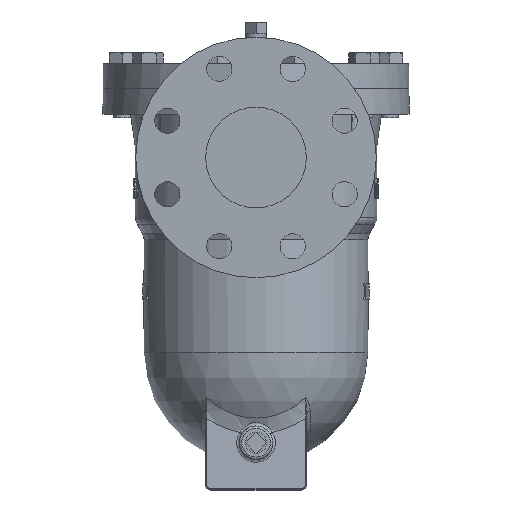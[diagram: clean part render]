
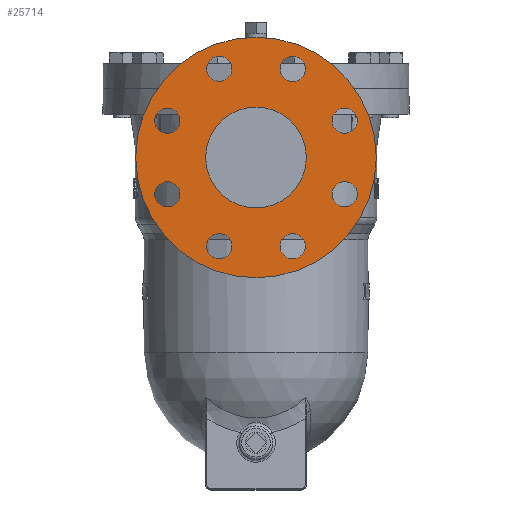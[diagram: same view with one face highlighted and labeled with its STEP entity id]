
A CAD part, left-side view. The second image highlights one B-rep face of the part: STEP entity #25714.
In plain terms, the highlighted planar face has unit normal (-1, 0, 0).
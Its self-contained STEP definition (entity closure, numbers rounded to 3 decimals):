
#24934=CARTESIAN_POINT('',(-179.5,0.0,41.));
#24935=VERTEX_POINT('',#24934);
#24936=CARTESIAN_POINT('',(-179.5,0.0,-54.5));
#24937=DIRECTION('',(-1.0,0.0,0.0));
#24938=DIRECTION('',(0.0,0.0,1.0));
#24939=AXIS2_PLACEMENT_3D('',#24936,#24937,#24938);
#24940=CIRCLE('',#24939,95.5);
#24941=EDGE_CURVE('',#24935,#24935,#24940,.T.);
#24965=CARTESIAN_POINT('',(-179.5,0.,-14.5));
#24966=VERTEX_POINT('',#24965);
#24967=CARTESIAN_POINT('',(-179.5,0.0,-54.5));
#24968=DIRECTION('',(1.0,0.0,0.0));
#24969=DIRECTION('',(0.0,0.0,-1.0));
#24970=AXIS2_PLACEMENT_3D('',#24967,#24968,#24969);
#24971=CIRCLE('',#24970,40.0);
#24972=EDGE_CURVE('',#24966,#24966,#24971,.T.);
#25015=CARTESIAN_POINT('',(-179.5,-36.232,22.971));
#25016=VERTEX_POINT('',#25015);
#25017=CARTESIAN_POINT('',(-179.5,-29.16,15.9));
#25018=DIRECTION('',(1.0,0.,0.));
#25019=DIRECTION('',(0.,-0.707,0.707));
#25020=AXIS2_PLACEMENT_3D('',#25017,#25018,#25019);
#25021=CIRCLE('',#25020,10.0);
#25022=EDGE_CURVE('',#25016,#25016,#25021,.T.);
#25056=CARTESIAN_POINT('',(-179.5,-80.4,-25.34));
#25057=VERTEX_POINT('',#25056);
#25058=CARTESIAN_POINT('',(-179.5,-70.4,-25.34));
#25059=DIRECTION('',(1.0,0.0,0.0));
#25060=DIRECTION('',(0.0,-1.0,0.0));
#25061=AXIS2_PLACEMENT_3D('',#25058,#25059,#25060);
#25062=CIRCLE('',#25061,10.0);
#25063=EDGE_CURVE('',#25057,#25057,#25062,.T.);
#25097=CARTESIAN_POINT('',(-179.5,-77.471,-90.732));
#25098=VERTEX_POINT('',#25097);
#25099=CARTESIAN_POINT('',(-179.5,-70.4,-83.66));
#25100=DIRECTION('',(1.0,0.,0.));
#25101=DIRECTION('',(0.,-0.707,-0.707));
#25102=AXIS2_PLACEMENT_3D('',#25099,#25100,#25101);
#25103=CIRCLE('',#25102,10.0);
#25104=EDGE_CURVE('',#25098,#25098,#25103,.T.);
#25138=CARTESIAN_POINT('',(-179.5,-29.16,-134.9));
#25139=VERTEX_POINT('',#25138);
#25140=CARTESIAN_POINT('',(-179.5,-29.16,-124.9));
#25141=DIRECTION('',(1.0,0.0,0.0));
#25142=DIRECTION('',(0.0,0.0,-1.0));
#25143=AXIS2_PLACEMENT_3D('',#25140,#25141,#25142);
#25144=CIRCLE('',#25143,10.0);
#25145=EDGE_CURVE('',#25139,#25139,#25144,.T.);
#25179=CARTESIAN_POINT('',(-179.5,36.232,-131.971));
#25180=VERTEX_POINT('',#25179);
#25181=CARTESIAN_POINT('',(-179.5,29.16,-124.9));
#25182=DIRECTION('',(1.0,0.,0.));
#25183=DIRECTION('',(0.,0.707,-0.707));
#25184=AXIS2_PLACEMENT_3D('',#25181,#25182,#25183);
#25185=CIRCLE('',#25184,10.0);
#25186=EDGE_CURVE('',#25180,#25180,#25185,.T.);
#25220=CARTESIAN_POINT('',(-179.5,80.4,-83.66));
#25221=VERTEX_POINT('',#25220);
#25222=CARTESIAN_POINT('',(-179.5,70.4,-83.66));
#25223=DIRECTION('',(1.0,0.0,0.0));
#25224=DIRECTION('',(0.0,1.0,0.0));
#25225=AXIS2_PLACEMENT_3D('',#25222,#25223,#25224);
#25226=CIRCLE('',#25225,10.0);
#25227=EDGE_CURVE('',#25221,#25221,#25226,.T.);
#25261=CARTESIAN_POINT('',(-179.5,77.471,-18.268));
#25262=VERTEX_POINT('',#25261);
#25263=CARTESIAN_POINT('',(-179.5,70.4,-25.34));
#25264=DIRECTION('',(1.0,0.,0.));
#25265=DIRECTION('',(0.,0.707,0.707));
#25266=AXIS2_PLACEMENT_3D('',#25263,#25264,#25265);
#25267=CIRCLE('',#25266,10.0);
#25268=EDGE_CURVE('',#25262,#25262,#25267,.T.);
#25302=CARTESIAN_POINT('',(-179.5,29.16,25.9));
#25303=VERTEX_POINT('',#25302);
#25304=CARTESIAN_POINT('',(-179.5,29.16,15.9));
#25305=DIRECTION('',(1.0,0.0,0.0));
#25306=DIRECTION('',(0.0,0.0,1.0));
#25307=AXIS2_PLACEMENT_3D('',#25304,#25305,#25306);
#25308=CIRCLE('',#25307,10.0);
#25309=EDGE_CURVE('',#25303,#25303,#25308,.T.);
#25679=CARTESIAN_POINT('',(-179.5,0.0,-6.75));
#25680=DIRECTION('',(-1.0,0.0,0.0));
#25681=DIRECTION('',(0.0,0.0,1.0));
#25682=AXIS2_PLACEMENT_3D('',#25679,#25680,#25681);
#25683=PLANE('',#25682);
#25684=ORIENTED_EDGE('',*,*,#24941,.T.);
#25685=EDGE_LOOP('',(#25684));
#25686=FACE_OUTER_BOUND('',#25685,.T.);
#25687=ORIENTED_EDGE('',*,*,#24972,.T.);
#25688=EDGE_LOOP('',(#25687));
#25689=FACE_BOUND('',#25688,.T.);
#25690=ORIENTED_EDGE('',*,*,#25022,.T.);
#25691=EDGE_LOOP('',(#25690));
#25692=FACE_BOUND('',#25691,.T.);
#25693=ORIENTED_EDGE('',*,*,#25063,.T.);
#25694=EDGE_LOOP('',(#25693));
#25695=FACE_BOUND('',#25694,.T.);
#25696=ORIENTED_EDGE('',*,*,#25104,.T.);
#25697=EDGE_LOOP('',(#25696));
#25698=FACE_BOUND('',#25697,.T.);
#25699=ORIENTED_EDGE('',*,*,#25145,.T.);
#25700=EDGE_LOOP('',(#25699));
#25701=FACE_BOUND('',#25700,.T.);
#25702=ORIENTED_EDGE('',*,*,#25186,.T.);
#25703=EDGE_LOOP('',(#25702));
#25704=FACE_BOUND('',#25703,.T.);
#25705=ORIENTED_EDGE('',*,*,#25227,.T.);
#25706=EDGE_LOOP('',(#25705));
#25707=FACE_BOUND('',#25706,.T.);
#25708=ORIENTED_EDGE('',*,*,#25268,.T.);
#25709=EDGE_LOOP('',(#25708));
#25710=FACE_BOUND('',#25709,.T.);
#25711=ORIENTED_EDGE('',*,*,#25309,.T.);
#25712=EDGE_LOOP('',(#25711));
#25713=FACE_BOUND('',#25712,.T.);
#25714=ADVANCED_FACE('',(#25686,#25689,#25692,#25695,#25698,#25701,#25704,#25707,#25710,#25713),#25683,.T.);
